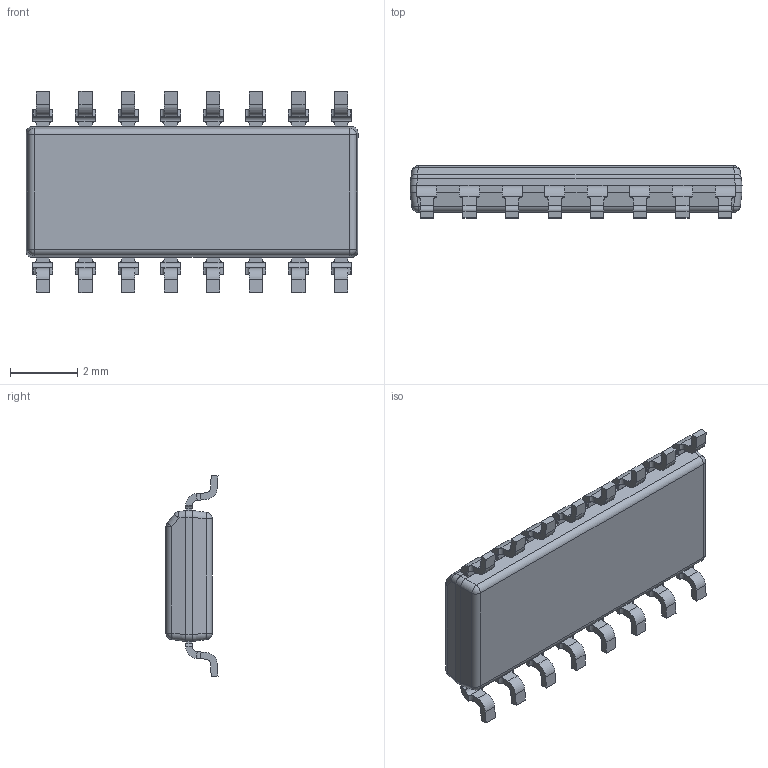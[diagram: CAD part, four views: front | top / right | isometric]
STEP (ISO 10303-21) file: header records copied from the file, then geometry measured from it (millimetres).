
FILE_DESCRIPTION (( 'STEP AP214' ), '1' );
FILE_NAME ('SOT109-1.stp', '2025-06-29T08:04:14', ( '' ), ( '' ), 'SwSTEP 2.0', 'SolidWorks 2025', '' );
FILE_SCHEMA (( 'AUTOMOTIVE_DESIGN' ));
Length unit declared in the file: millimetre
Products named in the file (4): SOT109-1; SOT109-1 upper body.stp; SOT109-1 Lead.stp; SOT109-1 lower body.stp
Assembly tree (3 placements, depth 2):
  SOT109-1
    SOT109-1 Lead.stp
    SOT109-1 upper body.stp
    SOT109-1 lower body.stp
Bounding box: 9.9 x 1.55 x 6 mm (x, y, z)
Volume: 53.5 mm3; surface area: 219.1 mm2
Topology: 18 solids, 18 shells, 499 faces, 1227 edges, 760 vertices
Faces by surface type: plane 321, cylinder 168, sphere 10
Entity records: 14742 total; most frequent: DIRECTION 2537, CARTESIAN_POINT 2532, ORIENTED_EDGE 2438, EDGE_CURVE 1219, LINE 879, VECTOR 879, AXIS2_PLACEMENT_3D 829, VERTEX_POINT 760
